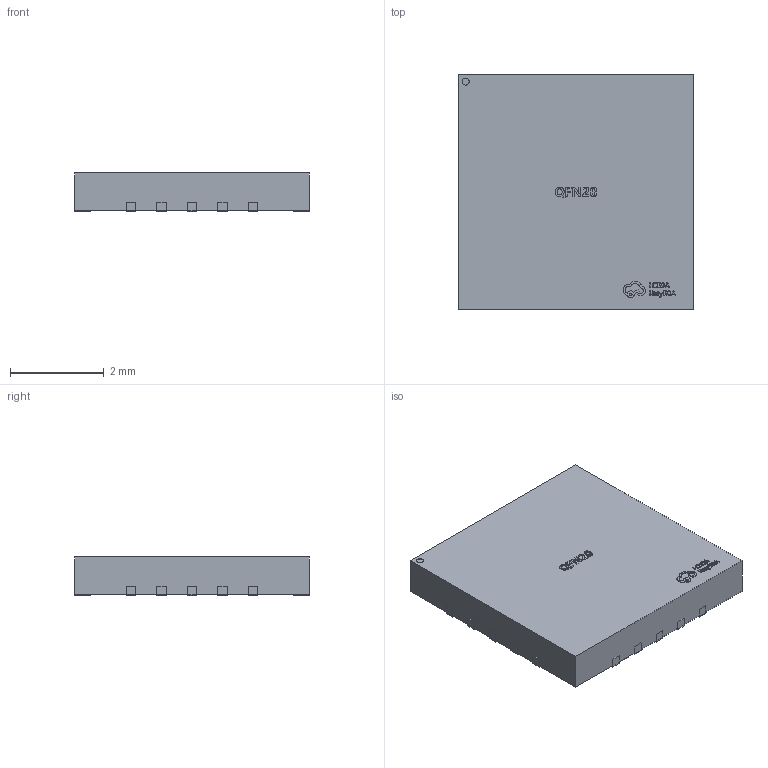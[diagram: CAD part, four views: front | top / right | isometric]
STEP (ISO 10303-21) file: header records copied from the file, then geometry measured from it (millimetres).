
FILE_DESCRIPTION (( 'STEP AP214' ), '1' );
FILE_NAME ('QFN-20_L5.0-W5.0-H1.0-P0.65.step', '2022-07-15T03:00:33', ( '' ), ( '' ), 'SwSTEP 2.0', 'SolidWorks 2020', '' );
FILE_SCHEMA (( 'AUTOMOTIVE_DESIGN' ));
Length unit declared in the file: millimetre
Products named in the file (1): QFN-20_L5.0-W5.0-H1.0-P0.65
Bounding box: 5.02 x 5.02 x 0.83 mm (x, y, z)
Volume: 20.3 mm3; surface area: 72.8 mm2
Topology: 21 solids, 21 shells, 479 faces, 1209 edges, 806 vertices
Faces by surface type: plane 315, bspline 142, cylinder 22
Entity records: 22506 total; most frequent: CARTESIAN_POINT 6413, ORIENTED_EDGE 2418, DIRECTION 1641, EDGE_CURVE 1209, LINE 877, VECTOR 877, VERTEX_POINT 806, EDGE_LOOP 513
